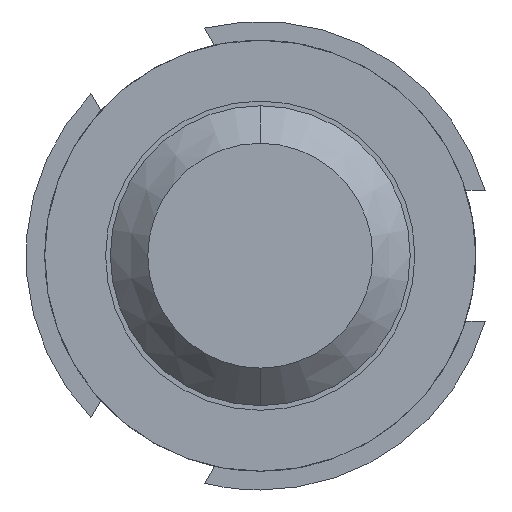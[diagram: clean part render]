
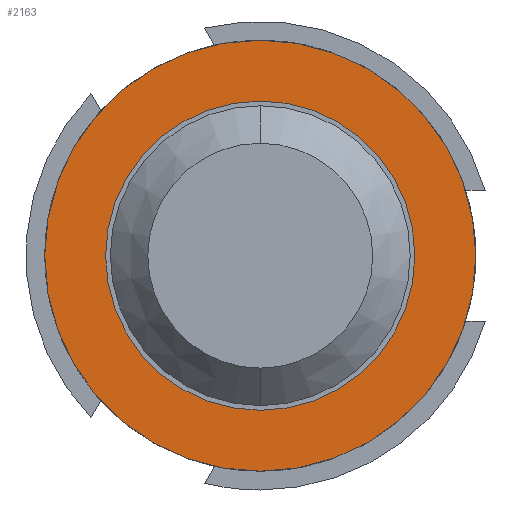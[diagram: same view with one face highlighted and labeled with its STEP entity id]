
A CAD part, front view. The second image highlights one B-rep face of the part: STEP entity #2163.
In plain terms, the highlighted planar face has unit normal (0, -1, 0).
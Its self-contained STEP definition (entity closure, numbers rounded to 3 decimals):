
#17 = FACE_BOUND ( 'NONE', #4292, .T. ) ;
#114 = EDGE_CURVE ( 'Defeature ausgef�hrt1_43+Defeature ausgef�hrt1_42+Defeature ausgef�hrt1_42+Defeature ausgef�hrt1_42', #861, #3644, #1017, .T. ) ;
#332 = EDGE_CURVE ( 'Defeature ausgef�hrt1_37+Defeature ausgef�hrt1_43+Defeature ausgef�hrt1_43+Defeature ausgef�hrt1_43', #4380, #1996, #4435, .T. ) ;
#558 = CIRCLE ( 'NONE', #4021, 0.825 ) ;
#594 = DIRECTION ( 'NONE',  ( 0., 0., 1. ) ) ;
#715 = DIRECTION ( 'NONE',  ( 0., 1., 0. ) ) ;
#725 = CARTESIAN_POINT ( 'NONE',  ( 0., -1.5, 0. ) ) ;
#861 = VERTEX_POINT ( 'NONE', #2784 ) ;
#979 = CARTESIAN_POINT ( 'NONE',  ( 0., -1.5, 0. ) ) ;
#1017 = CIRCLE ( 'NONE', #2578, 0.825 ) ;
#1101 = DIRECTION ( 'NONE',  ( 0., 1., 0. ) ) ;
#1123 = CARTESIAN_POINT ( 'NONE',  ( 0., -1.5, -0.825 ) ) ;
#1280 = PLANE ( 'NONE',  #1979 ) ;
#1306 = CARTESIAN_POINT ( 'NONE',  ( 0., -1.5, 1.15 ) ) ;
#1353 = DIRECTION ( 'NONE',  ( 0., 0., 1. ) ) ;
#1683 = DIRECTION ( 'NONE',  ( 0., 1., 0. ) ) ;
#1979 = AXIS2_PLACEMENT_3D ( 'NONE', #1988, #4421, #594 ) ;
#1988 = CARTESIAN_POINT ( 'NONE',  ( 0.825, -1.5, 0. ) ) ;
#1996 = VERTEX_POINT ( 'NONE', #1306 ) ;
#2127 = EDGE_CURVE ( 'Defeature ausgef�hrt1_43+Defeature ausgef�hrt1_42+Defeature ausgef�hrt1_42+Defeature ausgef�hrt1_42', #3644, #861, #558, .T. ) ;
#2163 = ADVANCED_FACE ( 'Defeature ausgef�hrt1_43', ( #2817, #17 ), #1280, .F. ) ;
#2248 = AXIS2_PLACEMENT_3D ( 'NONE', #3449, #1683, #1353 ) ;
#2321 = CARTESIAN_POINT ( 'NONE',  ( 0., -1.5, 0. ) ) ;
#2489 = DIRECTION ( 'NONE',  ( 0., 0., 1. ) ) ;
#2496 = CARTESIAN_POINT ( 'NONE',  ( 0., -1.5, -1.15 ) ) ;
#2578 = AXIS2_PLACEMENT_3D ( 'NONE', #979, #1101, #2489 ) ;
#2650 = DIRECTION ( 'NONE',  ( 0., 0., 1. ) ) ;
#2784 = CARTESIAN_POINT ( 'NONE',  ( 0., -1.5, 0.825 ) ) ;
#2812 = AXIS2_PLACEMENT_3D ( 'NONE', #725, #715, #4221 ) ;
#2817 = FACE_OUTER_BOUND ( 'NONE', #3057, .T. ) ;
#2832 = ORIENTED_EDGE ( 'NONE', *, *, #332, .F. ) ;
#3057 = EDGE_LOOP ( 'NONE', ( #3911, #2832 ) ) ;
#3449 = CARTESIAN_POINT ( 'NONE',  ( 0., -1.5, 0. ) ) ;
#3464 = EDGE_CURVE ( 'Defeature ausgef�hrt1_37+Defeature ausgef�hrt1_43+Defeature ausgef�hrt1_43+Defeature ausgef�hrt1_43', #1996, #4380, #3812, .T. ) ;
#3644 = VERTEX_POINT ( 'NONE', #1123 ) ;
#3688 = ORIENTED_EDGE ( 'NONE', *, *, #2127, .T. ) ;
#3812 = CIRCLE ( 'NONE', #2812, 1.15 ) ;
#3911 = ORIENTED_EDGE ( 'NONE', *, *, #3464, .F. ) ;
#4021 = AXIS2_PLACEMENT_3D ( 'NONE', #2321, #4067, #2650 ) ;
#4067 = DIRECTION ( 'NONE',  ( 0., 1., 0. ) ) ;
#4221 = DIRECTION ( 'NONE',  ( 0., 0., 1. ) ) ;
#4291 = ORIENTED_EDGE ( 'NONE', *, *, #114, .T. ) ;
#4292 = EDGE_LOOP ( 'NONE', ( #4291, #3688 ) ) ;
#4380 = VERTEX_POINT ( 'NONE', #2496 ) ;
#4421 = DIRECTION ( 'NONE',  ( 0., 1., 0. ) ) ;
#4435 = CIRCLE ( 'NONE', #2248, 1.15 ) ;
